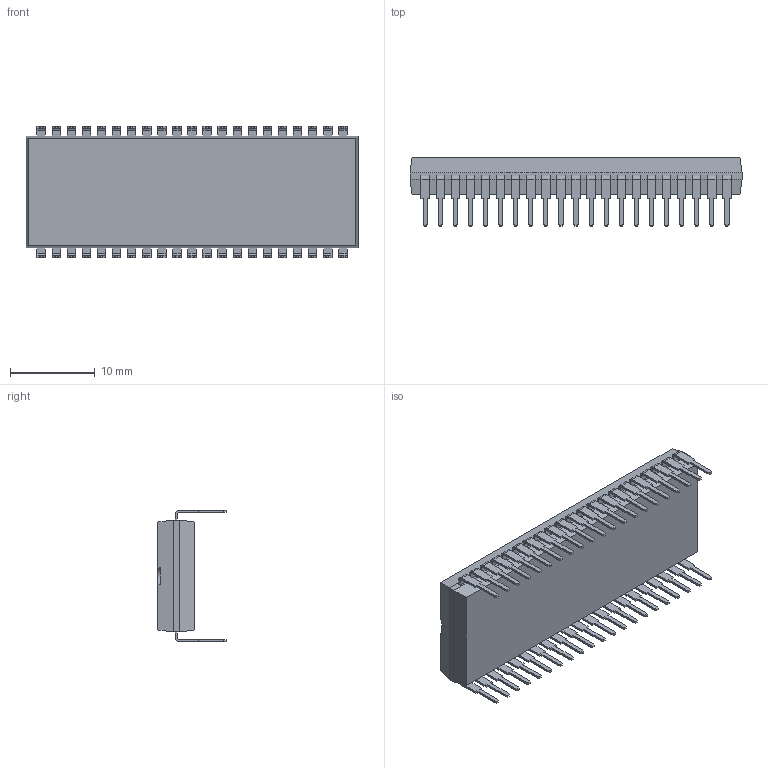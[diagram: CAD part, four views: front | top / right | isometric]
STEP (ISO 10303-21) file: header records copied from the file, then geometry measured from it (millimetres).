
FILE_DESCRIPTION((''),'2;1');
FILE_NAME('PDIP42S_P1-778X15-24_L39-13_W13','2019-04-12T',('Dragos'),(''),'PRO/ENGINEER BY PARAMETRIC TECHNOLOGY CORPORATION, 2004440','PRO/ENGINEER BY PARAMETRIC TECHNOLOGY CORPORATION, 2004440','');
FILE_SCHEMA(('AUTOMOTIVE_DESIGN { 1 0 10303 214 1 1 1 1 }'));
Length unit declared in the file: millimetre
Products named in the file (1): PDIP42S_P1-778X15-24_L39-13_W13
Bounding box: 39.13 x 8.02 x 15.49 mm (x, y, z)
Volume: 2232.6 mm3; surface area: 2003.3 mm2
Topology: 1 solids, 1 shells, 836 faces, 2332 edges, 1552 vertices
Faces by surface type: plane 751, cylinder 85
Entity records: 33700 total; most frequent: CARTESIAN_POINT 4728, ORIENTED_EDGE 4664, DIRECTION 4174, PRESENTATION_STYLE_ASSIGNMENT 2354, STYLED_ITEM 2334, CURVE_STYLE 2333, EDGE_CURVE 2332, VECTOR 2160
